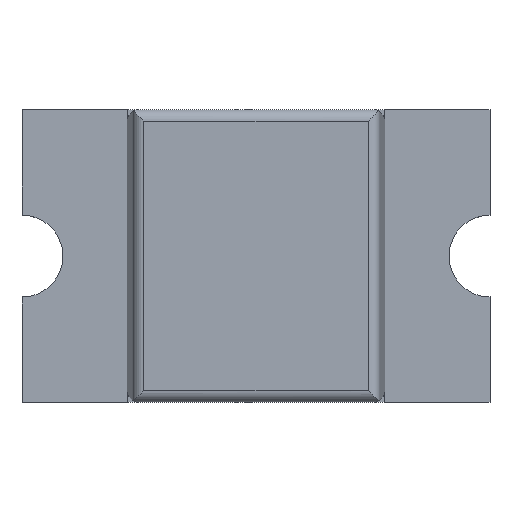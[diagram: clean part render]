
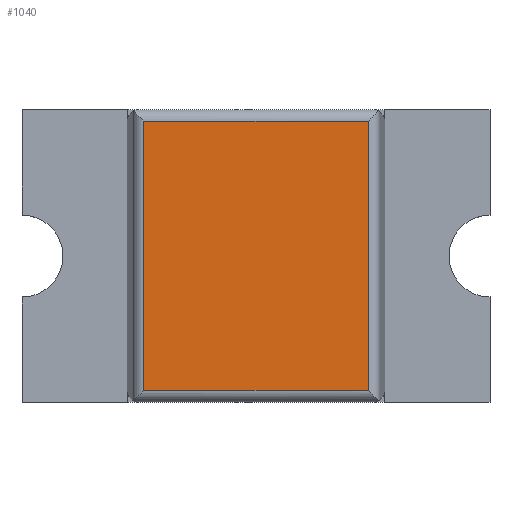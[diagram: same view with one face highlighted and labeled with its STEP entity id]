
A CAD part, top view. The second image highlights one B-rep face of the part: STEP entity #1040.
In plain terms, the highlighted planar face has unit normal (0, 0, 1).
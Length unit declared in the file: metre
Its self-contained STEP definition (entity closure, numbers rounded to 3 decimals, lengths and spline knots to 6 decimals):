
#73=ORIENTED_EDGE('',*,*,#373,.T.);
#74=ORIENTED_EDGE('',*,*,#374,.T.);
#75=ORIENTED_EDGE('',*,*,#375,.T.);
#76=ORIENTED_EDGE('',*,*,#376,.T.);
#373=EDGE_CURVE('',#886,#887,#523,.T.);
#374=EDGE_CURVE('',#887,#888,#524,.F.);
#375=EDGE_CURVE('',#888,#889,#525,.F.);
#376=EDGE_CURVE('',#889,#886,#526,.T.);
#523=LINE('',#1630,#641);
#524=LINE('',#1633,#642);
#525=LINE('',#1635,#643);
#526=LINE('',#1637,#644);
#641=VECTOR('',#1307,1.);
#642=VECTOR('',#1308,1.);
#643=VECTOR('',#1309,1.);
#644=VECTOR('',#1310,1.);
#747=EDGE_LOOP('',(#73,#74,#75,#76));
#809=PLANE('',#1184);
#886=VERTEX_POINT('',#1631);
#887=VERTEX_POINT('',#1632);
#888=VERTEX_POINT('',#1634);
#889=VERTEX_POINT('',#1636);
#976=FACE_BOUND('',#747,.T.);
#1040=ADVANCED_FACE('',(#976),#809,.T.);
#1184=AXIS2_PLACEMENT_3D('',#1629,#1305,#1306);
#1305=DIRECTION('',(0.,0.,1.));
#1306=DIRECTION('',(1.,0.,0.));
#1307=DIRECTION('',(1.,0.,0.));
#1308=DIRECTION('',(0.,-1.,0.));
#1309=DIRECTION('',(1.,0.,0.));
#1310=DIRECTION('',(0.,-1.,0.));
#1629=CARTESIAN_POINT('',(0.,0.,0.00078));
#1630=CARTESIAN_POINT('',(0.000525,-0.000575,0.00078));
#1631=CARTESIAN_POINT('',(-0.000479,-0.000575,0.00078));
#1632=CARTESIAN_POINT('',(0.000479,-0.000575,0.00078));
#1633=CARTESIAN_POINT('',(0.000479,0.,0.00078));
#1634=CARTESIAN_POINT('',(0.000479,0.000575,0.00078));
#1635=CARTESIAN_POINT('',(0.,0.000575,0.00078));
#1636=CARTESIAN_POINT('',(-0.000479,0.000575,0.00078));
#1637=CARTESIAN_POINT('',(-0.000479,0.,0.00078));
